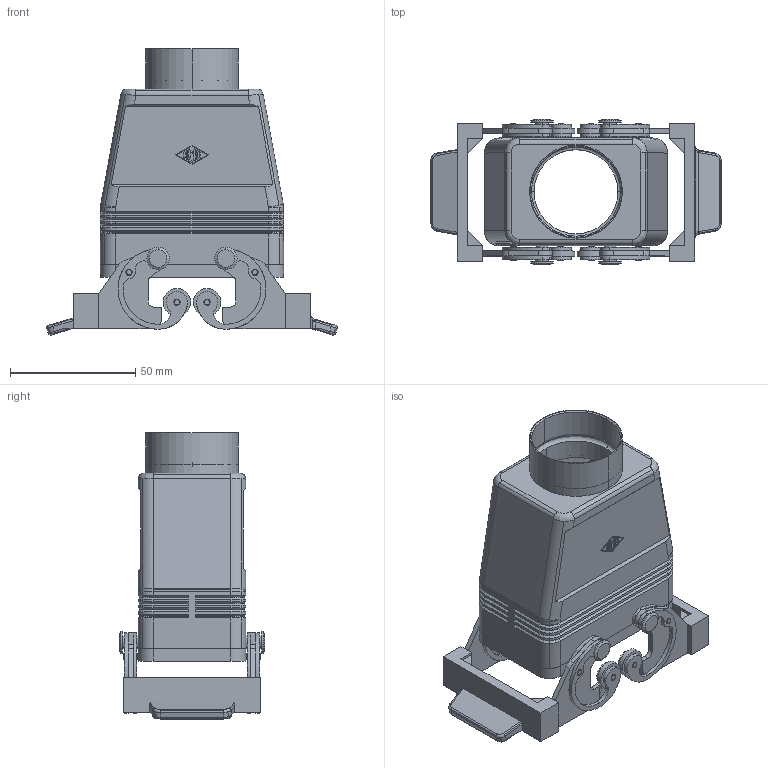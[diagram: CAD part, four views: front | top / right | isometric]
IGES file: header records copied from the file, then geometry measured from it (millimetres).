
Global section: file name: No Iges File Name specified; native system: AutoDesk Inventor R6.1; preprocessor: AutoDesk Inventor Iges Exporter R6.1; author: No Author specified; organization: No Organization specified; date: 20061221.110556; units: millimetre
Bounding box: 115.79 x 58 x 114.08 mm (x, y, z)
Volume: 86731 mm3; surface area: 53857.5 mm2
Topology: 1 solids, 5 shells, 850 faces, 2170 edges, 1354 vertices
Faces by surface type: bspline 271, plane 259, cylinder 170, cone 68, revolution 62, torus 16, sphere 4
